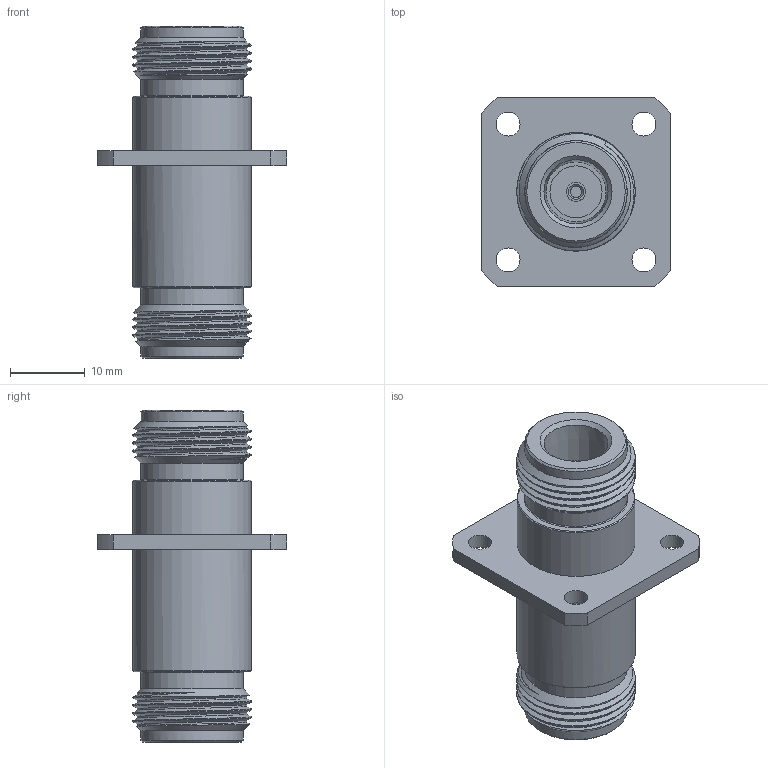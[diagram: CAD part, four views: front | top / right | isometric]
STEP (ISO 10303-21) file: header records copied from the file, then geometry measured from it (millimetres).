
FILE_DESCRIPTION (( 'STEP AP203' ), '1' );
FILE_NAME ('FMAD1244_3D.step', '2022-11-02T23:22:57', ( '' ), ( '' ), 'SwSTEP 2.0', 'SolidWorks 2021', '' );
FILE_SCHEMA (( 'CONFIG_CONTROL_DESIGN' ));
Length unit declared in the file: inch
Products named in the file (1): FMAD1244_3D
Bounding box: 25.4 x 25.4 x 44.5 mm (x, y, z)
Volume: 7884.6 mm3; surface area: 4516.5 mm2
Topology: 1 solids, 1 shells, 112 faces, 279 edges, 183 vertices
Faces by surface type: plane 44, cylinder 38, cone 22, bspline 6, torus 2
Full cylindrical faces by diameter (mm): 1.524 x2, 2.54 x2, 3.2 x4, 6.985 x2, 13.716 x4, 15.875 x2
Entity records: 6677 total; most frequent: CARTESIAN_POINT 4311, ORIENTED_EDGE 472, DIRECTION 426, EDGE_CURVE 236, AXIS2_PLACEMENT_3D 185, VERTEX_POINT 172, EDGE_LOOP 162, FACE_OUTER_BOUND 128
